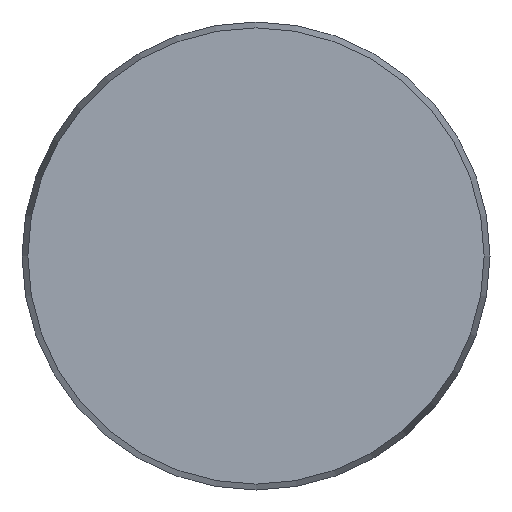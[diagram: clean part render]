
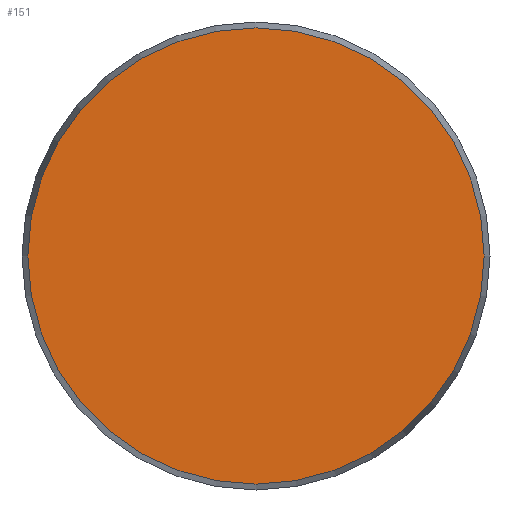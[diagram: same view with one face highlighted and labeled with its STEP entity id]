
A CAD part, front view. The second image highlights one B-rep face of the part: STEP entity #151.
In plain terms, the highlighted planar face has unit normal (0, -1, 0).
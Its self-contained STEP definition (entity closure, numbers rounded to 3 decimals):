
#151 = ADVANCED_FACE( '', ( #317 ), #318, .F. );
#317 = FACE_OUTER_BOUND( '', #524, .T. );
#318 = PLANE( '', #525 );
#524 = EDGE_LOOP( '', ( #893 ) );
#525 = AXIS2_PLACEMENT_3D( '', #894, #895, #896 );
#893 = ORIENTED_EDGE( '', *, *, #1121, .T. );
#894 = CARTESIAN_POINT( '', ( 58.5, 0., 0. ) );
#895 = DIRECTION( '', ( 0., 1., 0. ) );
#896 = DIRECTION( '', ( 0., 0., 1. ) );
#1121 = EDGE_CURVE( '', #1326, #1326, #1327, .T. );
#1326 = VERTEX_POINT( '', #1820 );
#1327 = CIRCLE( '', #1821, 58.5 );
#1820 = CARTESIAN_POINT( '', ( 0., 0., -58.5 ) );
#1821 = AXIS2_PLACEMENT_3D( '', #1965, #1966, #1967 );
#1965 = CARTESIAN_POINT( '', ( 0., 0., 0. ) );
#1966 = DIRECTION( '', ( 0., -1., 0. ) );
#1967 = DIRECTION( '', ( 0., 0., -1. ) );
